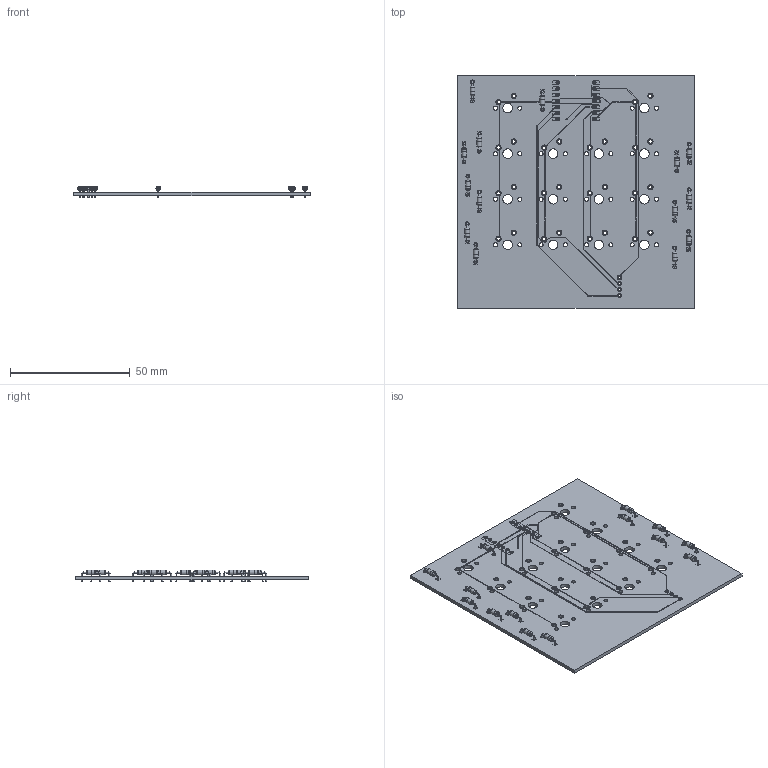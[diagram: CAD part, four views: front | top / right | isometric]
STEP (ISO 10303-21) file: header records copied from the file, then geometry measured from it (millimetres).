
FILE_DESCRIPTION(('KiCad electronic assembly'),'2;1');
FILE_NAME('pcb.step','2025-11-30T20:46:19',('Pcbnew'),('Kicad'), 'Open CASCADE STEP processor 7.9','KiCad to STEP converter','Unknown' );
FILE_SCHEMA(('AUTOMOTIVE_DESIGN { 1 0 10303 214 1 1 1 1 }'));
Length unit declared in the file: millimetre
Products named in the file (6): pcb 1; D_DO-35_SOD27_P7.62mm_Horizontal; TodoPad_copper; TodoPad_pad; TodoPad_via; TodoPad_PCB
Assembly tree (18 placements, depth 2):
  pcb 1
    D_DO-35_SOD27_P7.62mm_Horizontal  x14
    TodoPad_copper
    TodoPad_pad
    TodoPad_via
    TodoPad_PCB
Bounding box: 99.01 x 97.25 x 5.01 mm (x, y, z)
Volume: 14311 mm3; surface area: 23090.6 mm2
Topology: 309 solids, 309 shells, 2301 faces, 4881 edges, 3226 vertices
Faces by surface type: plane 1388, cylinder 857, torus 56
Full cylindrical faces by diameter (mm): 0.25 x1, 0.275 x2, 0.3 x1, 0.5 x42, 0.75 x84, 0.8 x56, 0.839 x42, 0.889 x28, 0.95 x12, 1 x8, 1.45 x84, 1.5 x56, 1.524 x28, 1.6 x28, 1.7 x34, 2 x28, 2.02 x14, 2.2 x56, 4 x14
Entity records: 60613 total; most frequent: DIRECTION 10357, CARTESIAN_POINT 9725, ORIENTED_EDGE 9138, EDGE_CURVE 4569, AXIS2_PLACEMENT_3D 3676, VERTEX_POINT 3044, LINE 3005, VECTOR 3005
